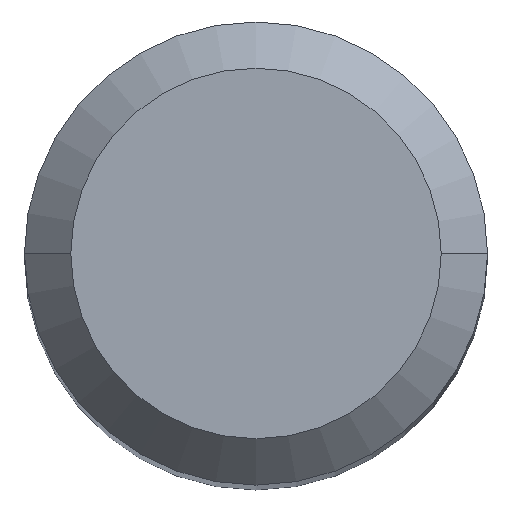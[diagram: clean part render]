
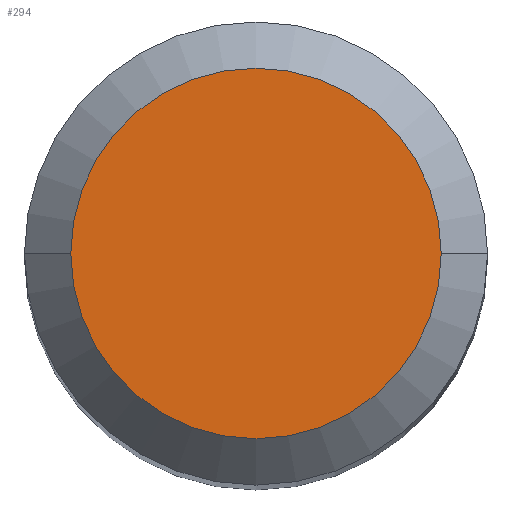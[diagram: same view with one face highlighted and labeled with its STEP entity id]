
A CAD part, top view. The second image highlights one B-rep face of the part: STEP entity #294.
In plain terms, the highlighted planar face has unit normal (0, 0, 1).
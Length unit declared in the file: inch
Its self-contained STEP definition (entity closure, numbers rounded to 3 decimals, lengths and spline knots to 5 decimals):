
#19 = VERTEX_POINT ( 'NONE', #117 ) ;
#35 = AXIS2_PLACEMENT_3D ( 'NONE', #178, #55, #280 ) ;
#38 = CARTESIAN_POINT ( 'NONE',  ( 0.09448, 0., 0. ) ) ;
#46 = PLANE ( 'NONE',  #60 ) ;
#55 = DIRECTION ( 'NONE',  ( 0., 0., 1. ) ) ;
#60 = AXIS2_PLACEMENT_3D ( 'NONE', #424, #464, #196 ) ;
#71 = EDGE_CURVE ( 'NONE', #19, #77, #124, .T. ) ;
#77 = VERTEX_POINT ( 'NONE', #38 ) ;
#117 = CARTESIAN_POINT ( 'NONE',  ( -0.09448, 0., 0. ) ) ;
#124 = CIRCLE ( 'NONE', #306, 0.09448 ) ;
#141 = DIRECTION ( 'NONE',  ( 1., 0., 0. ) ) ;
#178 = CARTESIAN_POINT ( 'NONE',  ( 0., 0., 0. ) ) ;
#196 = DIRECTION ( 'NONE',  ( -1., 0., 0. ) ) ;
#256 = CARTESIAN_POINT ( 'NONE',  ( 0., 0., 0. ) ) ;
#280 = DIRECTION ( 'NONE',  ( 1., 0., 0. ) ) ;
#294 = ADVANCED_FACE ( 'NONE', ( #351 ), #46, .F. ) ;
#302 = ORIENTED_EDGE ( 'NONE', *, *, #449, .T. ) ;
#306 = AXIS2_PLACEMENT_3D ( 'NONE', #256, #378, #141 ) ;
#322 = ORIENTED_EDGE ( 'NONE', *, *, #71, .T. ) ;
#340 = CIRCLE ( 'NONE', #35, 0.09448 ) ;
#351 = FACE_OUTER_BOUND ( 'NONE', #450, .T. ) ;
#378 = DIRECTION ( 'NONE',  ( 0., 0., 1. ) ) ;
#424 = CARTESIAN_POINT ( 'NONE',  ( 0., 0., 0. ) ) ;
#449 = EDGE_CURVE ( 'NONE', #77, #19, #340, .T. ) ;
#450 = EDGE_LOOP ( 'NONE', ( #322, #302 ) ) ;
#464 = DIRECTION ( 'NONE',  ( 0., 0., -1. ) ) ;
